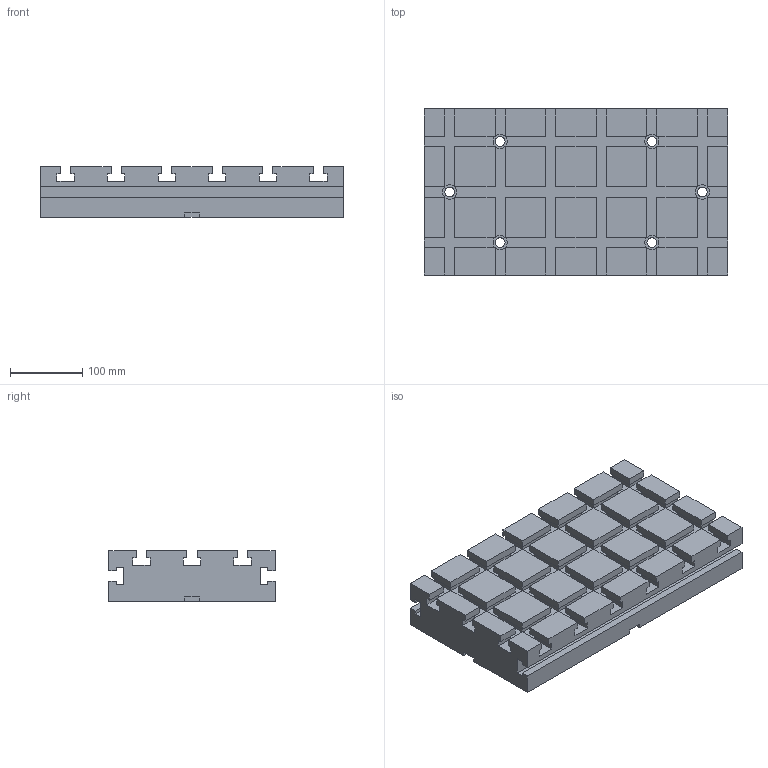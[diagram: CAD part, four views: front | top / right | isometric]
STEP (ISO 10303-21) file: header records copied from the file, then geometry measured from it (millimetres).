
FILE_DESCRIPTION(('STEP AP214'),'1');
FILE_NAME(' ',' ',('TraceParts'),('TraceParts S.A.'),'XStep 1.0',' ',' ');
FILE_SCHEMA(('automotive_design'));
Length unit declared in the file: millimetre
Products named in the file (1): 1
Bounding box: 420 x 230 x 70 mm (x, y, z)
Volume: 5454239 mm3; surface area: 461730.5 mm2
Topology: 1 solids, 1 shells, 307 faces, 834 edges, 556 vertices
Faces by surface type: plane 281, cylinder 26
Entity records: 18974 total; most frequent: STYLED_ITEM 1698, PRESENTATION_STYLE_ASSIGNMENT 1698, CARTESIAN_POINT 1698, COLOUR_RGB 1698, ORIENTED_EDGE 1668, DIRECTION 1502, EDGE_CURVE 834, CURVE_STYLE 834
